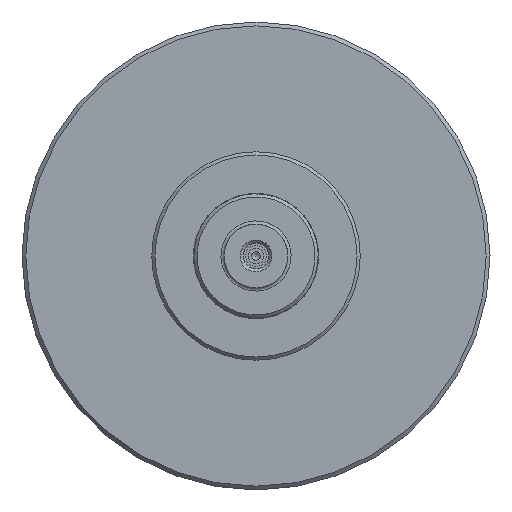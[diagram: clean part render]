
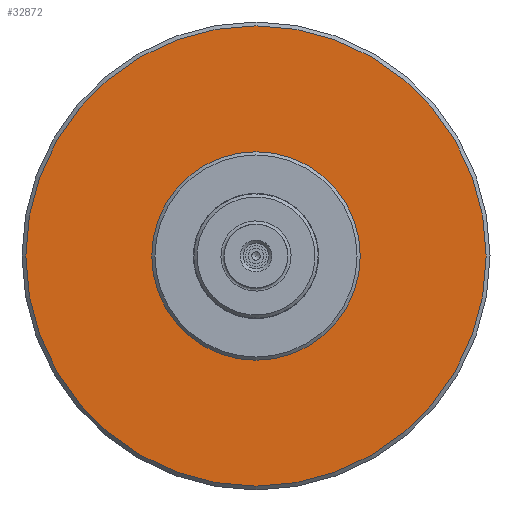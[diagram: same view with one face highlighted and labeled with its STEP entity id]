
A CAD part, front view. The second image highlights one B-rep face of the part: STEP entity #32872.
In plain terms, the highlighted planar face has unit normal (0, -1, 0).
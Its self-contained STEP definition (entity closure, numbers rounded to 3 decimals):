
#736=PLANE('',#33934);
#977=CIRCLE('',#33935,4.9);
#978=CIRCLE('',#33936,10.82);
#12728=ORIENTED_EDGE('',*,*,#18333,.T.);
#12729=ORIENTED_EDGE('',*,*,#18334,.T.);
#18333=EDGE_CURVE('',#21099,#21099,#977,.T.);
#18334=EDGE_CURVE('',#21100,#21100,#978,.F.);
#21099=VERTEX_POINT('',#208779);
#21100=VERTEX_POINT('',#208781);
#26218=EDGE_LOOP('',(#12728));
#26219=EDGE_LOOP('',(#12729));
#28753=FACE_BOUND('',#26218,.T.);
#28754=FACE_BOUND('',#26219,.T.);
#32872=ADVANCED_FACE('',(#28753,#28754),#736,.F.);
#33934=AXIS2_PLACEMENT_3D('',#208777,#36069,#36070);
#33935=AXIS2_PLACEMENT_3D('',#208778,#36071,#36072);
#33936=AXIS2_PLACEMENT_3D('',#208780,#36073,#36074);
#36069=DIRECTION('',(0.,1.,0.));
#36070=DIRECTION('',(0.,0.,1.));
#36071=DIRECTION('',(0.,1.,0.));
#36072=DIRECTION('',(0.,0.,-1.));
#36073=DIRECTION('',(0.,1.,0.));
#36074=DIRECTION('',(0.,0.,1.));
#208777=CARTESIAN_POINT('',(0.,0.,0.));
#208778=CARTESIAN_POINT('',(0.,0.,0.));
#208779=CARTESIAN_POINT('',(0.,0.,-4.9));
#208780=CARTESIAN_POINT('',(0.,0.,0.));
#208781=CARTESIAN_POINT('',(0.,0.,10.82));
